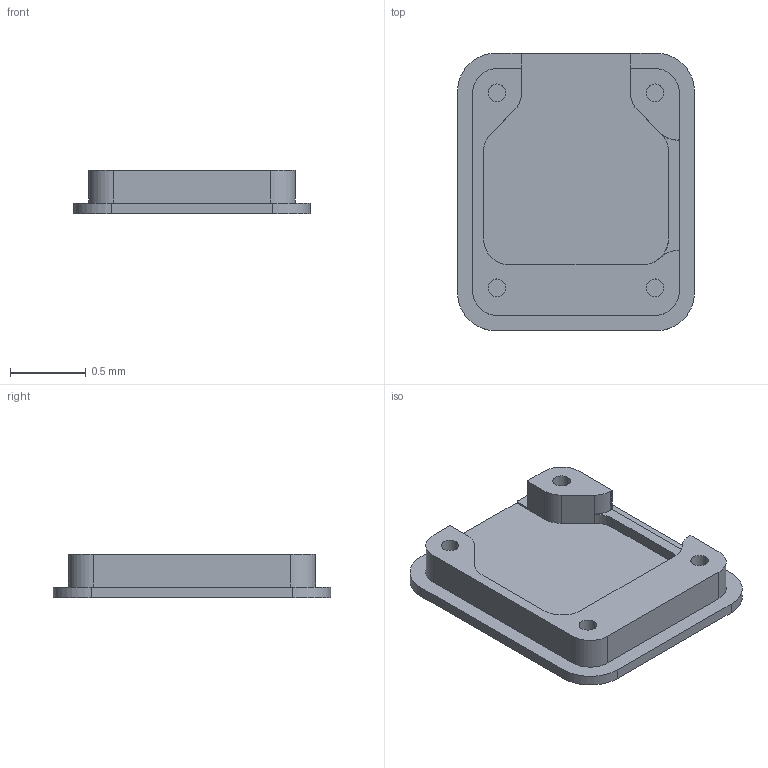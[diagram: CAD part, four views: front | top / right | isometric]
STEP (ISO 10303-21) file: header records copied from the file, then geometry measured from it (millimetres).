
FILE_DESCRIPTION(('produced by SPATIAL CORP'),'2;1');
FILE_NAME('part08.hh.sat.stp', '2002-04-19T09:54:22+00:00',('SPATIAL CORP'),('SPATIAL CORP'), 'ACIS STEP Husk','http://www.spatial.com','SPATIAL CORP');
FILE_SCHEMA(('CONFIG_CONTROL_DESIGN'));
Length unit declared in the file: millimetre
Products named in the file (1): PRODUCT_ID_1
Bounding box: 1.56 x 1.83 x 0.29 mm (x, y, z)
Volume: 0.3 mm3; surface area: 8 mm2
Topology: 1 solids, 1 shells, 58 faces, 156 edges, 104 vertices
Faces by surface type: cylinder 30, plane 28
Entity records: 1867 total; most frequent: ORIENTED_EDGE 312, DIRECTION 310, CARTESIAN_POINT 306, EDGE_CURVE 156, AXIS2_PLACEMENT_3D 108, VERTEX_POINT 104, VECTOR 94, LINE 94
